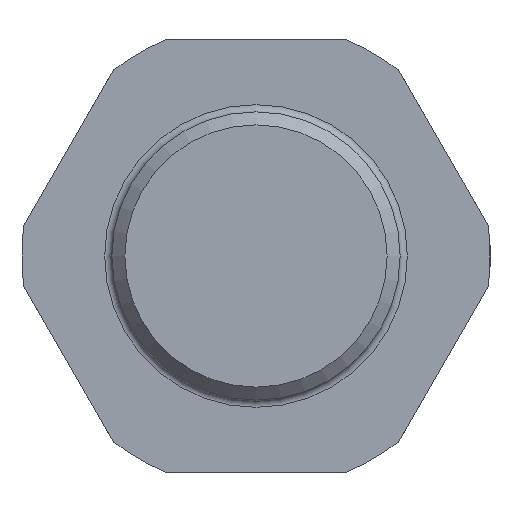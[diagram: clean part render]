
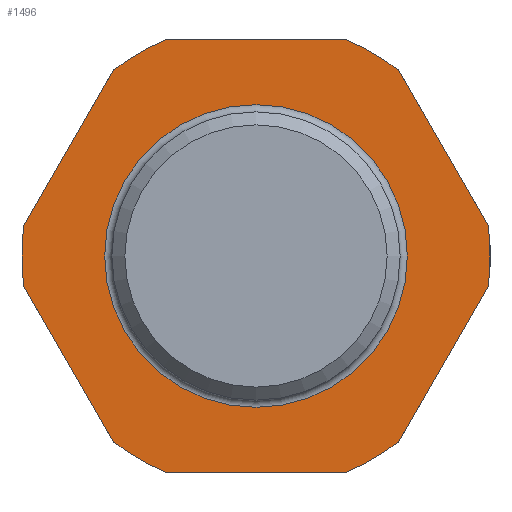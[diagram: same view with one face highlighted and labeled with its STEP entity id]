
A CAD part, left-side view. The second image highlights one B-rep face of the part: STEP entity #1496.
In plain terms, the highlighted planar face has unit normal (-1, 0, 0).
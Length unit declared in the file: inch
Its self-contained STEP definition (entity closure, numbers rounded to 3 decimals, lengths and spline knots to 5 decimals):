
#24=FACE_BOUND('',#321,.T.);
#72=LINE('',#2311,#130);
#75=LINE('',#2337,#133);
#78=LINE('',#2355,#136);
#81=LINE('',#2392,#139);
#84=LINE('',#2418,#142);
#87=LINE('',#2444,#145);
#130=VECTOR('',#1810,0.3937);
#133=VECTOR('',#1815,0.3937);
#136=VECTOR('',#1820,0.3937);
#139=VECTOR('',#1825,0.3937);
#142=VECTOR('',#1830,0.3937);
#145=VECTOR('',#1835,0.3937);
#239=FACE_OUTER_BOUND('',#320,.T.);
#320=EDGE_LOOP('',(#975,#976,#977,#978,#979,#980,#981,#982,#983,#984,#985,
#986));
#321=EDGE_LOOP('',(#987,#988));
#395=CIRCLE('',#1598,0.63976);
#398=CIRCLE('',#1602,0.63976);
#399=CIRCLE('',#1604,0.63976);
#402=CIRCLE('',#1608,0.63976);
#403=CIRCLE('',#1610,0.63976);
#409=CIRCLE('',#1618,0.63976);
#410=CIRCLE('',#1619,0.41339);
#411=CIRCLE('',#1620,0.41339);
#527=VERTEX_POINT('',#2308);
#528=VERTEX_POINT('',#2310);
#531=VERTEX_POINT('',#2334);
#532=VERTEX_POINT('',#2336);
#535=VERTEX_POINT('',#2352);
#536=VERTEX_POINT('',#2354);
#540=VERTEX_POINT('',#2389);
#541=VERTEX_POINT('',#2391);
#544=VERTEX_POINT('',#2415);
#545=VERTEX_POINT('',#2417);
#548=VERTEX_POINT('',#2441);
#549=VERTEX_POINT('',#2443);
#552=VERTEX_POINT('',#2470);
#553=VERTEX_POINT('',#2471);
#688=EDGE_CURVE('',#528,#527,#72,.T.);
#692=EDGE_CURVE('',#532,#531,#75,.T.);
#696=EDGE_CURVE('',#536,#535,#78,.T.);
#701=EDGE_CURVE('',#541,#540,#81,.T.);
#705=EDGE_CURVE('',#545,#544,#84,.T.);
#709=EDGE_CURVE('',#549,#548,#87,.T.);
#711=EDGE_CURVE('',#536,#540,#395,.T.);
#714=EDGE_CURVE('',#549,#535,#398,.T.);
#715=EDGE_CURVE('',#532,#544,#399,.T.);
#718=EDGE_CURVE('',#541,#531,#402,.T.);
#719=EDGE_CURVE('',#528,#548,#403,.T.);
#725=EDGE_CURVE('',#545,#527,#409,.T.);
#726=EDGE_CURVE('',#552,#553,#410,.T.);
#727=EDGE_CURVE('',#553,#552,#411,.T.);
#975=ORIENTED_EDGE('',*,*,#688,.T.);
#976=ORIENTED_EDGE('',*,*,#725,.F.);
#977=ORIENTED_EDGE('',*,*,#705,.T.);
#978=ORIENTED_EDGE('',*,*,#715,.F.);
#979=ORIENTED_EDGE('',*,*,#692,.T.);
#980=ORIENTED_EDGE('',*,*,#718,.F.);
#981=ORIENTED_EDGE('',*,*,#701,.T.);
#982=ORIENTED_EDGE('',*,*,#711,.F.);
#983=ORIENTED_EDGE('',*,*,#696,.T.);
#984=ORIENTED_EDGE('',*,*,#714,.F.);
#985=ORIENTED_EDGE('',*,*,#709,.T.);
#986=ORIENTED_EDGE('',*,*,#719,.F.);
#987=ORIENTED_EDGE('',*,*,#726,.T.);
#988=ORIENTED_EDGE('',*,*,#727,.T.);
#1372=PLANE('',#1617);
#1496=ADVANCED_FACE('',(#239,#24),#1372,.T.);
#1598=AXIS2_PLACEMENT_3D('',#2447,#1839,#1840);
#1602=AXIS2_PLACEMENT_3D('',#2451,#1847,#1848);
#1604=AXIS2_PLACEMENT_3D('',#2453,#1851,#1852);
#1608=AXIS2_PLACEMENT_3D('',#2457,#1859,#1860);
#1610=AXIS2_PLACEMENT_3D('',#2459,#1863,#1864);
#1617=AXIS2_PLACEMENT_3D('',#2468,#1877,#1878);
#1618=AXIS2_PLACEMENT_3D('',#2469,#1879,#1880);
#1619=AXIS2_PLACEMENT_3D('',#2472,#1881,#1882);
#1620=AXIS2_PLACEMENT_3D('',#2473,#1883,#1884);
#1810=DIRECTION('',(0.,0.5,0.866));
#1815=DIRECTION('',(0.,0.5,-0.866));
#1820=DIRECTION('',(0.,-1.,0.));
#1825=DIRECTION('',(0.,-0.5,-0.866));
#1830=DIRECTION('',(0.,1.,0.));
#1835=DIRECTION('',(0.,-0.5,0.866));
#1839=DIRECTION('center_axis',(1.,0.,0.));
#1840=DIRECTION('ref_axis',(0.,0.,
1.));
#1847=DIRECTION('center_axis',(1.,0.,0.));
#1848=DIRECTION('ref_axis',(0.,0.,
1.));
#1851=DIRECTION('center_axis',(1.,0.,0.));
#1852=DIRECTION('ref_axis',(0.,0.,
1.));
#1859=DIRECTION('center_axis',(1.,0.,0.));
#1860=DIRECTION('ref_axis',(0.,0.,
1.));
#1863=DIRECTION('center_axis',(1.,0.,0.));
#1864=DIRECTION('ref_axis',(0.,0.,
1.));
#1877=DIRECTION('center_axis',(-1.,0.,0.));
#1878=DIRECTION('ref_axis',(0.,0.,
-1.));
#1879=DIRECTION('center_axis',(1.,0.,0.));
#1880=DIRECTION('ref_axis',(0.,0.,
1.));
#1881=DIRECTION('center_axis',(1.,0.,0.));
#1882=DIRECTION('ref_axis',(0.,0.,
1.));
#1883=DIRECTION('center_axis',(1.,0.,0.));
#1884=DIRECTION('ref_axis',(0.,0.,
1.));
#2308=CARTESIAN_POINT('',(-0.80709,-0.3884,0.50837));
#2310=CARTESIAN_POINT('',(-0.80709,-0.63446,0.08218));
#2311=CARTESIAN_POINT('',(-0.80709,-0.65292,0.05021));
#2334=CARTESIAN_POINT('',(-0.80709,0.63446,0.08218));
#2336=CARTESIAN_POINT('',(-0.80709,0.3884,0.50837));
#2337=CARTESIAN_POINT('',(-0.80709,0.36995,0.54034));
#2352=CARTESIAN_POINT('',(-0.80709,-0.24606,-0.59055));
#2354=CARTESIAN_POINT('',(-0.80709,0.24606,-0.59055));
#2355=CARTESIAN_POINT('',(-0.80709,-0.19685,-0.59055));
#2389=CARTESIAN_POINT('',(-0.80709,0.3884,-0.50837));
#2391=CARTESIAN_POINT('',(-0.80709,0.63446,-0.08218));
#2392=CARTESIAN_POINT('',(-0.80709,0.49298,-0.32724));
#2415=CARTESIAN_POINT('',(-0.80709,0.24606,0.59055));
#2417=CARTESIAN_POINT('',(-0.80709,-0.24606,0.59055));
#2418=CARTESIAN_POINT('',(-0.80709,-0.44291,0.59055));
#2441=CARTESIAN_POINT('',(-0.80709,-0.63446,-0.08218));
#2443=CARTESIAN_POINT('',(-0.80709,-0.3884,-0.50837));
#2444=CARTESIAN_POINT('',(-0.80709,-0.52989,-0.26331));
#2447=CARTESIAN_POINT('Origin',(-0.80709,0.,
0.));
#2451=CARTESIAN_POINT('Origin',(-0.80709,0.,
0.));
#2453=CARTESIAN_POINT('Origin',(-0.80709,0.,
0.));
#2457=CARTESIAN_POINT('Origin',(-0.80709,0.,
0.));
#2459=CARTESIAN_POINT('Origin',(-0.80709,0.,
0.));
#2468=CARTESIAN_POINT('Origin',(-0.80709,-0.63976,0.));
#2469=CARTESIAN_POINT('Origin',(-0.80709,0.,
0.));
#2470=CARTESIAN_POINT('',(-0.80709,-0.41339,0.));
#2471=CARTESIAN_POINT('',(-0.80709,0.,-0.41339));
#2472=CARTESIAN_POINT('Origin',(-0.80709,0.,
0.));
#2473=CARTESIAN_POINT('Origin',(-0.80709,0.,
0.));
